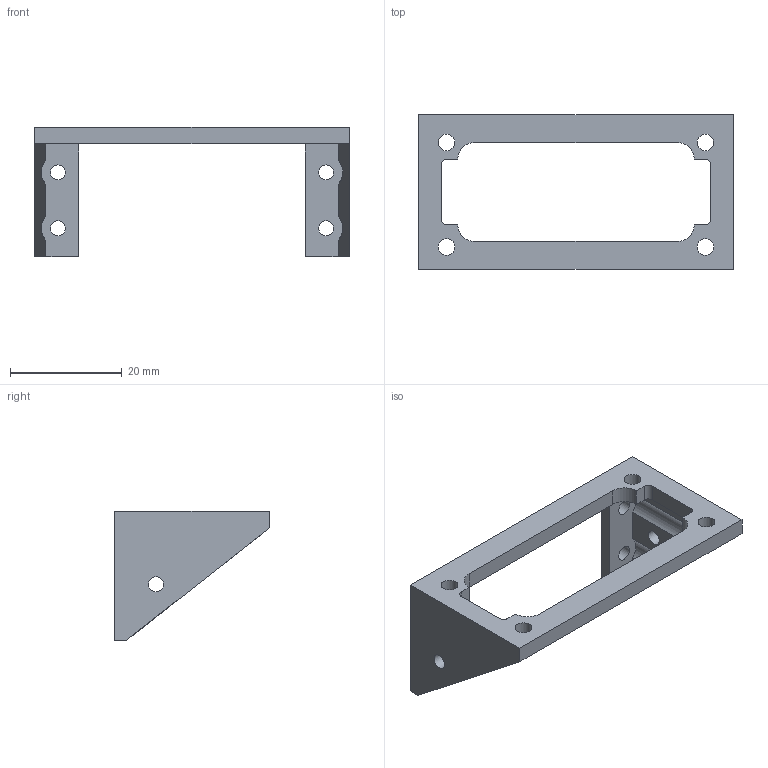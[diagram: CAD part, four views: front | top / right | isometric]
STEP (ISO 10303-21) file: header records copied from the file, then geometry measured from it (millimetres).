
FILE_DESCRIPTION(/* description */ ('STEP AP242','CAx-IF Rec.Pracs.---Representation and Presentation of Product Manufacturing Information (PMI)---4.0---2014-10-13','CAx-IF Rec.Pracs.---3D Tessellated Geometry---0.4---2014-09-14','2;1'),/* implementation_level */ '2;1');
FILE_NAME(/* name */ 'Robot - Servo Frame (1)',/* time_stamp */ '2025-03-10T06:26:11Z',/* author */ (''),/* organization */ (''),/* preprocessor_version */ 'ST-DEVELOPER v20',/* originating_system */ 'ONSHAPE BY PTC INC, 1.194',/* authorisation */ ' ');
FILE_SCHEMA (('AP242_MANAGED_MODEL_BASED_3D_ENGINEERING_MIM_LF { 1 0 10303 442 1 1 4 }'));
Length unit declared in the file: metre
Products named in the file (1): Servo Frame
Bounding box: 56.3 x 27.7 x 23.2 mm (x, y, z)
Volume: 3644.6 mm3; surface area: 4269.4 mm2
Topology: 1 solids, 1 shells, 50 faces, 140 edges, 92 vertices
Faces by surface type: plane 28, cylinder 22
Full cylindrical faces by diameter (mm): 2.7 x6, 3 x4
Entity records: 1632 total; most frequent: DIRECTION 276, CARTESIAN_POINT 273, ORIENTED_EDGE 260, EDGE_CURVE 130, AXIS2_PLACEMENT_3D 95, VERTEX_POINT 92, LINE 86, VECTOR 86
